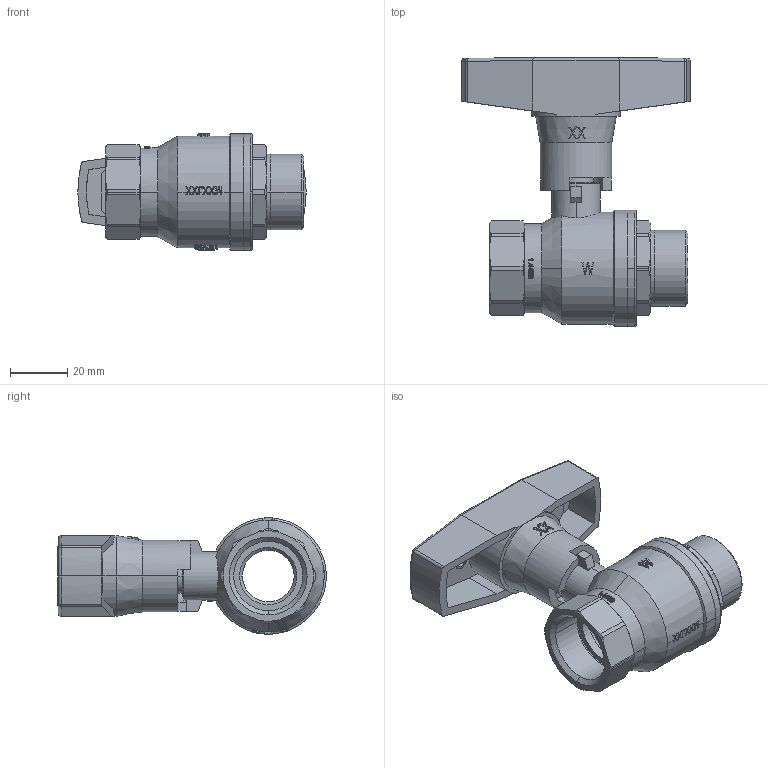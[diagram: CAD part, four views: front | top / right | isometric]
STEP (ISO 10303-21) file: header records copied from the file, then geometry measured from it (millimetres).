
FILE_DESCRIPTION(('OneSpaceDesigner STEP Export'),'2;1');
FILE_NAME('9381-3_4-STEP-KUNDE.stp','2013-05-17T 8:31:21',(''),(''),'OneSpace Designer STEP processor for AP214 (Solid Model)','OneSpace Modeling 15.50D 18-Apr-2008 (C) CoCreate Software GmbH','');
FILE_SCHEMA(('AUTOMOTIVE_DESIGN { 1 0 10303 214 1 1 1 1 }'));
Length unit declared in the file: millimetre
Products named in the file (12): Abdeckkappe-3_8-1_1_2; Dichtung_Eischraubteil-Körper__3_4; Einschraubteil; Körper; Neu-T-Griff-Al-3_8-3_4-a; Stopfbuchse__1_2_-_3_4
Assembly tree (6 placements, depth 2):
  Abdeckkappe-3_8-1_1_2
    Abdeckkappe-3_8-1_1_2
  Dichtung_Eischraubteil-Körper__3_4
    Dichtung_Eischraubteil-Körper__3_4
  Einschraubteil
    Einschraubteil
  Körper
    Körper
  Neu-T-Griff-Al-3_8-3_4-a
    Neu-T-Griff-Al-3_8-3_4-a
Bounding box: 79.5 x 93.65 x 40.5 mm (x, y, z)
Volume: 57783.6 mm3; surface area: 38211.7 mm2
Topology: 6 solids, 6 shells, 1488 faces, 4156 edges, 2742 vertices
Faces by surface type: plane 1221, cylinder 171, cone 80, torus 10, sphere 4, revolution 2
Entity records: 48494 total; most frequent: CARTESIAN_POINT 8522, ORIENTED_EDGE 8304, DIRECTION 7845, EDGE_CURVE 4152, VERTEX_POINT 2742, AXIS2_PLACEMENT_3D 2654, VECTOR 2536, LINE 2536
